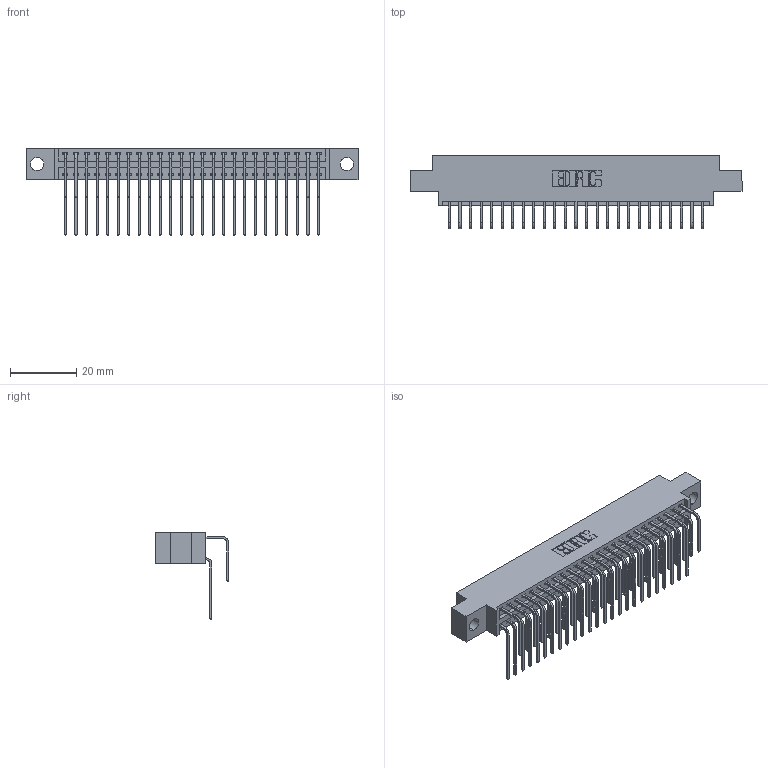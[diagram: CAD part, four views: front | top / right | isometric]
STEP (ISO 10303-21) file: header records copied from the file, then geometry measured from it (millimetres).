
FILE_DESCRIPTION (( 'STEP AP203' ), '1' );
FILE_NAME ('346-050-558-804.STEP', '2018-08-27T22:58:09', ( '' ), ( '' ), 'SwSTEP 2.0', 'SolidWorks 2016', '' );
FILE_SCHEMA (( 'CONFIG_CONTROL_DESIGN' ));
Length unit declared in the file: inch
Products named in the file (4): 346 Part_0.170 Offset - 0.156 Dia-TH; 345-292-001_558 559 Tail - 1; 345-292-001_558 Tail - 2; 346-050-558-804
Assembly tree (51 placements, depth 2):
  346-050-558-804
    346 Part_0.170 Offset - 0.156 Dia-TH
    345-292-001_558 559 Tail - 1  x25
    345-292-001_558 Tail - 2  x25
Bounding box: 99.95 x 22.16 x 26.16 mm (x, y, z)
Volume: 9660.2 mm3; surface area: 14388.1 mm2
Topology: 51 solids, 51 shells, 2826 faces, 8391 edges, 5526 vertices
Faces by surface type: plane 1930, cylinder 896
Entity records: 20523 total; most frequent: CARTESIAN_POINT 3459, ORIENTED_EDGE 3342, DIRECTION 3071, EDGE_CURVE 1671, VECTOR 1399, LINE 1399, VERTEX_POINT 1110, AXIS2_PLACEMENT_3D 836
